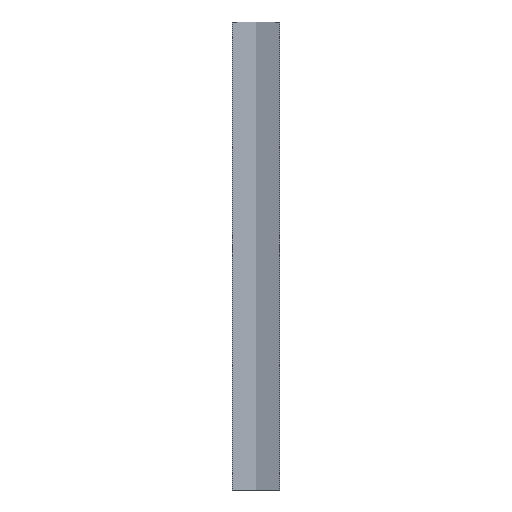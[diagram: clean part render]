
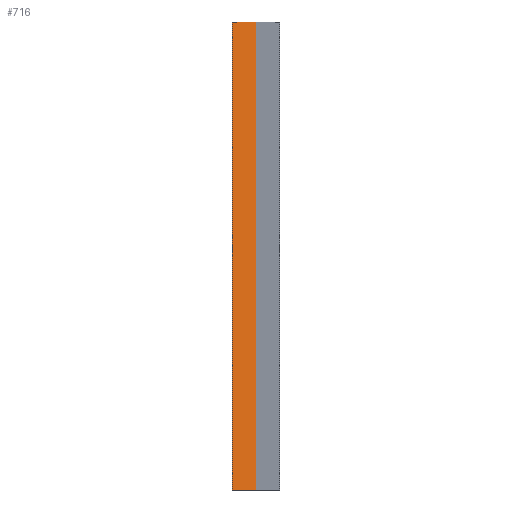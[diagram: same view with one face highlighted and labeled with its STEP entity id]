
A CAD part, front view. The second image highlights one B-rep face of the part: STEP entity #716.
In plain terms, the highlighted planar face has unit normal (0.259, -0.966, 0).
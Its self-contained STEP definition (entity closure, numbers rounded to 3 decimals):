
#6 = LINE ( 'NONE', #775, #246 ) ;
#45 = VECTOR ( 'NONE', #233, 1000. ) ;
#60 = LINE ( 'NONE', #75, #45 ) ;
#75 = CARTESIAN_POINT ( 'NONE',  ( -0.259, 53.856, -1500. ) ) ;
#95 = CARTESIAN_POINT ( 'NONE',  ( -152.482, 13.068, 1500. ) ) ;
#165 = VECTOR ( 'NONE', #409, 1000. ) ;
#168 = LINE ( 'NONE', #928, #165 ) ;
#182 = VECTOR ( 'NONE', #1405, 1000. ) ;
#192 = LINE ( 'NONE', #1250, #240 ) ;
#202 = VECTOR ( 'NONE', #700, 1000. ) ;
#204 = LINE ( 'NONE', #1260, #202 ) ;
#205 = CARTESIAN_POINT ( 'NONE',  ( -0.259, 53.856, -1500. ) ) ;
#227 = LINE ( 'NONE', #896, #182 ) ;
#233 = DIRECTION ( 'NONE',  ( 0.966, 0.259, 0. ) ) ;
#240 = VECTOR ( 'NONE', #1188, 1000. ) ;
#246 = VECTOR ( 'NONE', #965, 1000. ) ;
#255 = DIRECTION ( 'NONE',  ( 0.966, 0.259, 0. ) ) ;
#300 = VERTEX_POINT ( 'NONE', #771 ) ;
#334 = ORIENTED_EDGE ( 'NONE', *, *, #467, .T. ) ;
#339 = ORIENTED_EDGE ( 'NONE', *, *, #1146, .T. ) ;
#349 = EDGE_CURVE ( 'NONE', #398, #1325, #204, .T. ) ;
#359 = EDGE_CURVE ( 'NONE', #1128, #1346, #227, .T. ) ;
#377 = ORIENTED_EDGE ( 'NONE', *, *, #1304, .F. ) ;
#398 = VERTEX_POINT ( 'NONE', #478 ) ;
#409 = DIRECTION ( 'NONE',  ( 0., 0., 1. ) ) ;
#453 = CARTESIAN_POINT ( 'NONE',  ( -0.259, 53.856, 1500. ) ) ;
#467 = EDGE_CURVE ( 'NONE', #603, #1128, #60, .T. ) ;
#478 = CARTESIAN_POINT ( 'NONE',  ( -150.259, 13.664, 1500. ) ) ;
#603 = VERTEX_POINT ( 'NONE', #205 ) ;
#700 = DIRECTION ( 'NONE',  ( 0.966, 0.259, 0. ) ) ;
#716 = ADVANCED_FACE ( 'NONE', ( #1330 ), #1024, .F. ) ;
#746 = ORIENTED_EDGE ( 'NONE', *, *, #973, .F. ) ;
#771 = CARTESIAN_POINT ( 'NONE',  ( -151., 13.465, 1500. ) ) ;
#775 = CARTESIAN_POINT ( 'NONE',  ( -152.482, 13.068, -1500. ) ) ;
#797 = CARTESIAN_POINT ( 'NONE',  ( -150.259, 13.664, -1500. ) ) ;
#820 = ORIENTED_EDGE ( 'NONE', *, *, #349, .F. ) ;
#845 = VECTOR ( 'NONE', #1319, 1000. ) ;
#853 = VECTOR ( 'NONE', #255, 1000. ) ;
#874 = ORIENTED_EDGE ( 'NONE', *, *, #1251, .F. ) ;
#892 = LINE ( 'NONE', #95, #853 ) ;
#896 = CARTESIAN_POINT ( 'NONE',  ( 0., 53.926, 1500. ) ) ;
#928 = CARTESIAN_POINT ( 'NONE',  ( -151., 13.465, 1500. ) ) ;
#930 = CARTESIAN_POINT ( 'NONE',  ( 0., 53.926, -1500. ) ) ;
#946 = ORIENTED_EDGE ( 'NONE', *, *, #988, .T. ) ;
#960 = LINE ( 'NONE', #1234, #845 ) ;
#965 = DIRECTION ( 'NONE',  ( 0.966, 0.259, 0. ) ) ;
#973 = EDGE_CURVE ( 'NONE', #1325, #1346, #892, .T. ) ;
#988 = EDGE_CURVE ( 'NONE', #398, #300, #960, .T. ) ;
#1024 = PLANE ( 'NONE',  #1032 ) ;
#1032 = AXIS2_PLACEMENT_3D ( 'NONE', #1285, #1228, #1395 ) ;
#1114 = CARTESIAN_POINT ( 'NONE',  ( -151., 13.465, -1500. ) ) ;
#1128 = VERTEX_POINT ( 'NONE', #930 ) ;
#1146 = EDGE_CURVE ( 'NONE', #1366, #603, #6, .T. ) ;
#1185 = ORIENTED_EDGE ( 'NONE', *, *, #359, .T. ) ;
#1188 = DIRECTION ( 'NONE',  ( -0.966, -0.259, 0. ) ) ;
#1228 = DIRECTION ( 'NONE',  ( -0.259, 0.966, 0. ) ) ;
#1234 = CARTESIAN_POINT ( 'NONE',  ( -150.259, 13.664, 1500. ) ) ;
#1250 = CARTESIAN_POINT ( 'NONE',  ( -152.482, 13.068, -1500. ) ) ;
#1251 = EDGE_CURVE ( 'NONE', #1366, #1382, #192, .T. ) ;
#1260 = CARTESIAN_POINT ( 'NONE',  ( -152.482, 13.068, 1500. ) ) ;
#1285 = CARTESIAN_POINT ( 'NONE',  ( -152.482, 13.068, 1500. ) ) ;
#1304 = EDGE_CURVE ( 'NONE', #1382, #300, #168, .T. ) ;
#1319 = DIRECTION ( 'NONE',  ( -0.966, -0.259, 0. ) ) ;
#1325 = VERTEX_POINT ( 'NONE', #453 ) ;
#1330 = FACE_OUTER_BOUND ( 'NONE', #1441, .T. ) ;
#1346 = VERTEX_POINT ( 'NONE', #1523 ) ;
#1366 = VERTEX_POINT ( 'NONE', #797 ) ;
#1382 = VERTEX_POINT ( 'NONE', #1114 ) ;
#1395 = DIRECTION ( 'NONE',  ( -0.966, -0.259, 0. ) ) ;
#1405 = DIRECTION ( 'NONE',  ( 0., 0., 1. ) ) ;
#1441 = EDGE_LOOP ( 'NONE', ( #339, #334, #1185, #746, #820, #946, #377, #874 ) ) ;
#1523 = CARTESIAN_POINT ( 'NONE',  ( 0., 53.926, 1500. ) ) ;
